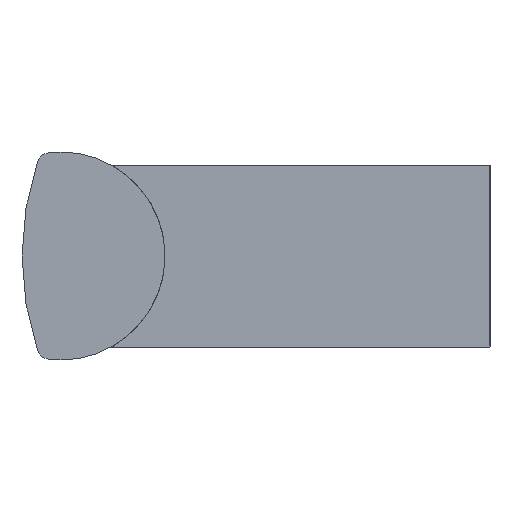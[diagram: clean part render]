
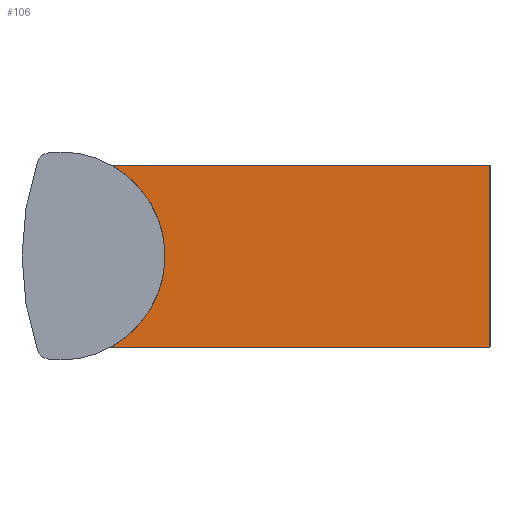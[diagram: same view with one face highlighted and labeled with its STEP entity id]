
A CAD part, left-side view. The second image highlights one B-rep face of the part: STEP entity #106.
In plain terms, the highlighted planar face has unit normal (-1, 0, 0).
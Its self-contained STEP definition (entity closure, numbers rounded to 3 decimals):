
#51 = CARTESIAN_POINT ( 'NONE',  ( -390., 33., 0. ) ) ;
#55 = DIRECTION ( 'NONE',  ( -1., 0., 0. ) ) ;
#71 = EDGE_CURVE ( 'NONE', #133, #598, #869, .T. ) ;
#106 = ADVANCED_FACE ( 'NONE', ( #814 ), #674, .F. ) ;
#110 = DIRECTION ( 'NONE',  ( 0., -1., 0. ) ) ;
#117 = VECTOR ( 'NONE', #110, 1000. ) ;
#133 = VERTEX_POINT ( 'NONE', #677 ) ;
#142 = EDGE_LOOP ( 'NONE', ( #439, #842, #145, #315 ) ) ;
#145 = ORIENTED_EDGE ( 'NONE', *, *, #368, .T. ) ;
#244 = CARTESIAN_POINT ( 'NONE',  ( -390., 0., 7. ) ) ;
#278 = DIRECTION ( 'NONE',  ( 0., -1., 0. ) ) ;
#286 = VERTEX_POINT ( 'NONE', #461 ) ;
#294 = EDGE_CURVE ( 'NONE', #500, #133, #766, .T. ) ;
#315 = ORIENTED_EDGE ( 'NONE', *, *, #71, .F. ) ;
#345 = EDGE_CURVE ( 'NONE', #500, #286, #408, .T. ) ;
#359 = AXIS2_PLACEMENT_3D ( 'NONE', #544, #606, #882 ) ;
#368 = EDGE_CURVE ( 'NONE', #286, #598, #740, .T. ) ;
#375 = VECTOR ( 'NONE', #278, 1000. ) ;
#408 = LINE ( 'NONE', #673, #117 ) ;
#439 = ORIENTED_EDGE ( 'NONE', *, *, #294, .F. ) ;
#461 = CARTESIAN_POINT ( 'NONE',  ( -390., 0., -7. ) ) ;
#477 = DIRECTION ( 'NONE',  ( 0., 0., 1. ) ) ;
#500 = VERTEX_POINT ( 'NONE', #577 ) ;
#544 = CARTESIAN_POINT ( 'NONE',  ( -390., 36.002, -7. ) ) ;
#577 = CARTESIAN_POINT ( 'NONE',  ( -390., 29.127, -7. ) ) ;
#598 = VERTEX_POINT ( 'NONE', #244 ) ;
#605 = CARTESIAN_POINT ( 'NONE',  ( -390., 0., -7. ) ) ;
#606 = DIRECTION ( 'NONE',  ( 1., 0., 0. ) ) ;
#609 = CARTESIAN_POINT ( 'NONE',  ( -390., 36.002, 7. ) ) ;
#672 = AXIS2_PLACEMENT_3D ( 'NONE', #51, #55, #855 ) ;
#673 = CARTESIAN_POINT ( 'NONE',  ( -390., 36.002, -7. ) ) ;
#674 = PLANE ( 'NONE',  #359 ) ;
#677 = CARTESIAN_POINT ( 'NONE',  ( -390., 29.127, 7. ) ) ;
#740 = LINE ( 'NONE', #605, #795 ) ;
#766 = CIRCLE ( 'NONE', #672, 8. ) ;
#795 = VECTOR ( 'NONE', #477, 1000. ) ;
#814 = FACE_OUTER_BOUND ( 'NONE', #142, .T. ) ;
#842 = ORIENTED_EDGE ( 'NONE', *, *, #345, .T. ) ;
#855 = DIRECTION ( 'NONE',  ( 0., 0., -1. ) ) ;
#869 = LINE ( 'NONE', #609, #375 ) ;
#882 = DIRECTION ( 'NONE',  ( 0., 0., -1. ) ) ;
